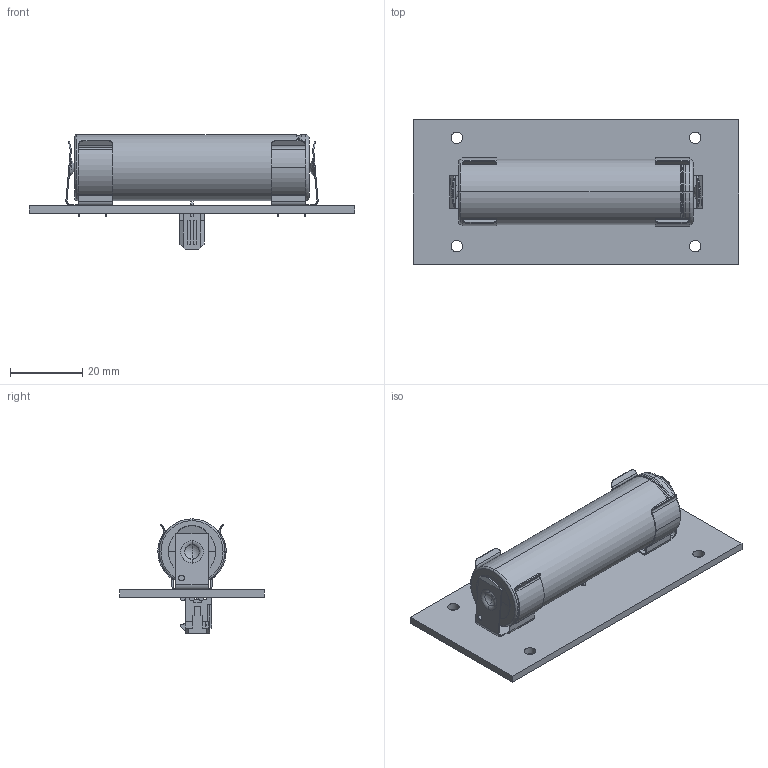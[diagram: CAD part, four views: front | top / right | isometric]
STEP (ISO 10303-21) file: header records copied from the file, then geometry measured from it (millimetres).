
FILE_DESCRIPTION(('Open CASCADE Model'),'2;1');
FILE_NAME('Open CASCADE Shape Model','2018-10-24T13:03:20',('Author'),( 'Open CASCADE'),'Open CASCADE STEP processor 6.8','Open CASCADE 6.8' ,'Unknown');
FILE_SCHEMA(('AUTOMOTIVE_DESIGN { 1 0 10303 214 1 1 1 1 }'));
Length unit declared in the file: millimetre
Products named in the file (1): PCB
Bounding box: 90 x 40 x 31.64 mm (x, y, z)
Volume: 7968.4 mm3; surface area: 15410.9 mm2
Topology: 4 solids, 31 shells, 457 faces, 1281 edges, 875 vertices
Faces by surface type: plane 264, cylinder 141, torus 24, cone 12, sphere 10, bspline 6
Full cylindrical faces by diameter (mm): 1 x2, 1.1 x2, 2 x6, 3.2 x4
Entity records: 15249 total; most frequent: CARTESIAN_POINT 2926, DIRECTION 2536, ORIENTED_EDGE 2418, EDGE_CURVE 1263, VERTEX_POINT 851, AXIS2_PLACEMENT_3D 849, LINE 838, VECTOR 838
